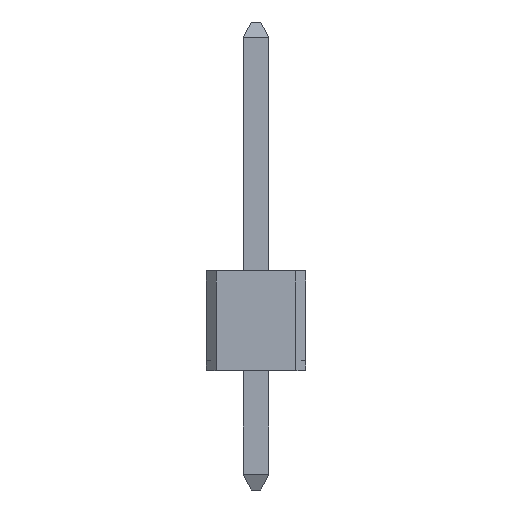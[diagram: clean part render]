
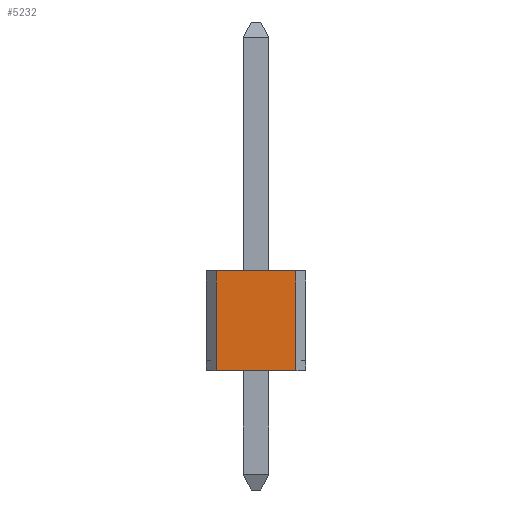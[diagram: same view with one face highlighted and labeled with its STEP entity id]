
A CAD part, left-side view. The second image highlights one B-rep face of the part: STEP entity #5232.
In plain terms, the highlighted planar face has unit normal (-1, 0, 0).
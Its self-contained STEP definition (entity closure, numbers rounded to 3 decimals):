
#55=FACE_OUTER_BOUND('',#367,.T.);
#367=EDGE_LOOP('',(#3407,#3408,#3409,#3410));
#695=LINE('',#7243,#1427);
#762=LINE('',#7386,#1494);
#763=LINE('',#7389,#1495);
#764=LINE('',#7390,#1496);
#1427=VECTOR('',#5876,2.032);
#1494=VECTOR('',#5967,2.54);
#1495=VECTOR('',#5970,2.032);
#1496=VECTOR('',#5971,2.54);
#2158=VERTEX_POINT('',#7240);
#2159=VERTEX_POINT('',#7242);
#2223=VERTEX_POINT('',#7384);
#2224=VERTEX_POINT('',#7388);
#2603=EDGE_CURVE('',#2159,#2158,#695,.T.);
#2670=EDGE_CURVE('',#2158,#2223,#762,.T.);
#2671=EDGE_CURVE('',#2224,#2223,#763,.T.);
#2672=EDGE_CURVE('',#2159,#2224,#764,.T.);
#3407=ORIENTED_EDGE('',*,*,#2603,.T.);
#3408=ORIENTED_EDGE('',*,*,#2670,.T.);
#3409=ORIENTED_EDGE('',*,*,#2671,.F.);
#3410=ORIENTED_EDGE('',*,*,#2672,.F.);
#4805=PLANE('',#5559);
#5232=ADVANCED_FACE('',(#55),#4805,.T.);
#5559=AXIS2_PLACEMENT_3D('',#7387,#5968,#5969);
#5876=DIRECTION('',(0.,0.,1.));
#5967=DIRECTION('',(0.,1.,0.));
#5968=DIRECTION('center_axis',(-1.,0.,0.));
#5969=DIRECTION('ref_axis',(0.,0.,1.));
#5970=DIRECTION('',(0.,0.,1.));
#5971=DIRECTION('',(0.,1.,0.));
#7240=CARTESIAN_POINT('',(-1.27,0.,1.016));
#7242=CARTESIAN_POINT('',(-1.27,0.,-1.016));
#7243=CARTESIAN_POINT('',(-1.27,0.,-1.016));
#7384=CARTESIAN_POINT('',(-1.27,2.54,1.016));
#7386=CARTESIAN_POINT('',(-1.27,0.,1.016));
#7387=CARTESIAN_POINT('Origin',(-1.27,0.,-1.016));
#7388=CARTESIAN_POINT('',(-1.27,2.54,-1.016));
#7389=CARTESIAN_POINT('',(-1.27,2.54,-1.016));
#7390=CARTESIAN_POINT('',(-1.27,0.,-1.016));
